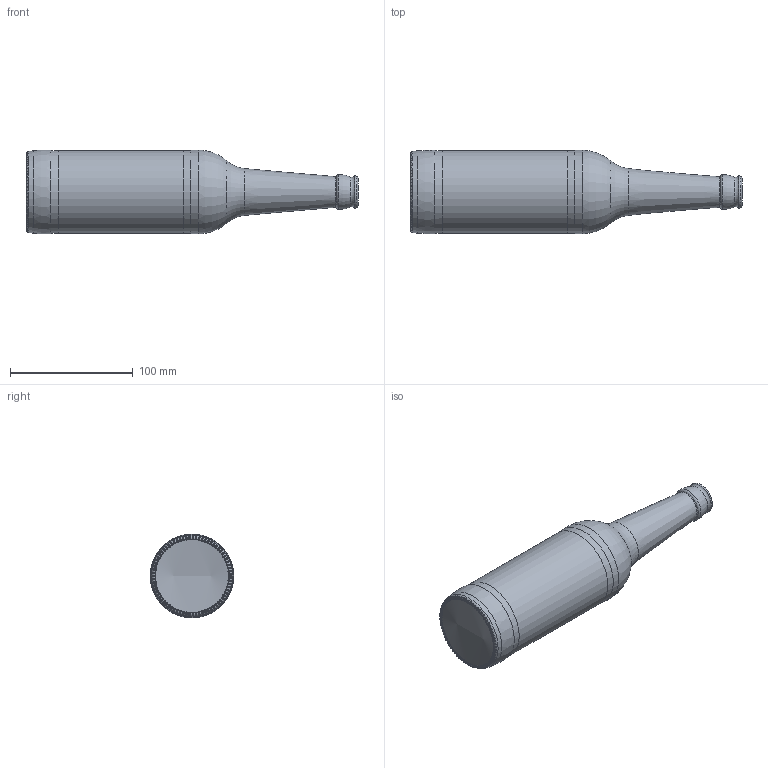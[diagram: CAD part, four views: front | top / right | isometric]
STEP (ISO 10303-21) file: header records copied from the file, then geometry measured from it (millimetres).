
FILE_DESCRIPTION (( 'STEP AP203' ), '1' );
FILE_NAME ('LongneckFlasche_AK.STEP', '2013-02-20T18:04:37', ( '' ), ( '' ), 'SwSTEP 2.0', 'SolidWorks 2012', '' );
FILE_SCHEMA (( 'CONFIG_CONTROL_DESIGN' ));
Length unit declared in the file: millimetre
Products named in the file (1): LongneckFlasche_AK
Bounding box: 270.25 x 68.2 x 68.2 mm (x, y, z)
Volume: 139511.4 mm3; surface area: 91137.5 mm2
Topology: 1 solids, 1 shells, 2207 faces, 5236 edges, 3032 vertices
Faces by surface type: bspline 1725, torus 173, cylinder 152, plane 151, cone 4, sphere 2
Full cylindrical faces by diameter (mm): 60.997 x1, 66.997 x1
Entity records: 92843 total; most frequent: CARTESIAN_POINT 53835, ORIENTED_EDGE 10410, DIRECTION 5226, EDGE_CURVE 5205, VERTEX_POINT 3030, B_SPLINE_CURVE_WITH_KNOTS 3000, AXIS2_PLACEMENT_3D 2538, EDGE_LOOP 2237
